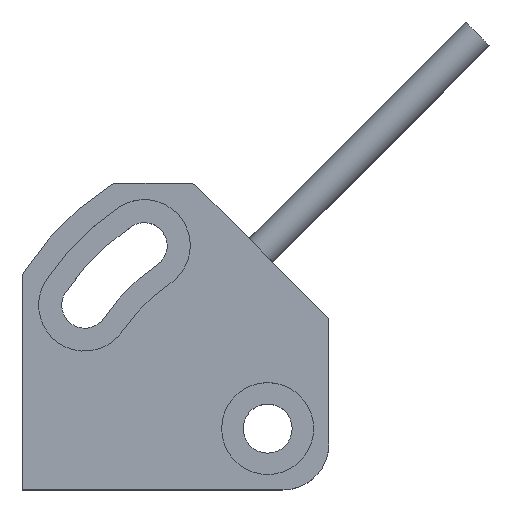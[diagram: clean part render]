
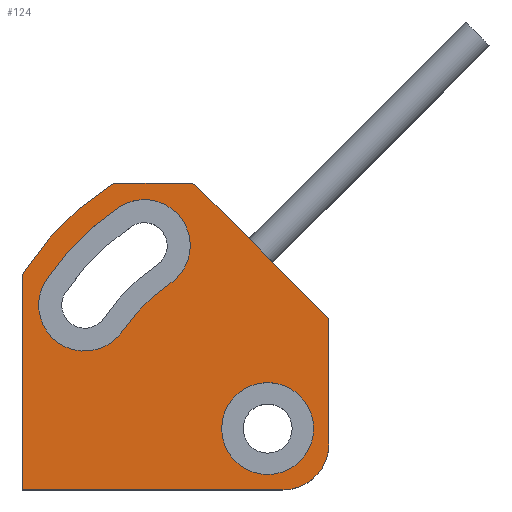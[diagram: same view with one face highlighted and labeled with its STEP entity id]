
A CAD part, top view. The second image highlights one B-rep face of the part: STEP entity #124.
In plain terms, the highlighted planar face has unit normal (0, 0, 1).
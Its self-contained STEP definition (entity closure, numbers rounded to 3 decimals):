
#52=PLANE('',#1536);
#73=FACE_BOUND('',#334,.T.);
#74=FACE_BOUND('',#335,.T.);
#75=FACE_BOUND('',#336,.T.);
#124=ADVANCED_FACE('',(#73,#74,#75),#52,.T.);
#334=EDGE_LOOP('',(#576,#577,#578,#579,#580,#581,#582,#583,#584,#585,#586));
#335=EDGE_LOOP('',(#587,#588,#589,#590));
#336=EDGE_LOOP('',(#591,#592));
#455=CIRCLE('',#1523,17.4);
#456=CIRCLE('',#1525,3.);
#457=CIRCLE('',#1526,0.5);
#458=CIRCLE('',#1527,0.5);
#459=CIRCLE('',#1528,0.5);
#460=CIRCLE('',#1529,18.9);
#461=CIRCLE('',#1530,0.5);
#462=CIRCLE('',#1531,11.4);
#463=CIRCLE('',#1532,3.);
#464=CIRCLE('',#1533,3.);
#465=CIRCLE('',#1534,3.);
#466=CIRCLE('',#1535,3.);
#576=ORIENTED_EDGE('',*,*,#1134,.T.);
#577=ORIENTED_EDGE('',*,*,#1135,.T.);
#578=ORIENTED_EDGE('',*,*,#1136,.T.);
#579=ORIENTED_EDGE('',*,*,#1137,.T.);
#580=ORIENTED_EDGE('',*,*,#1138,.T.);
#581=ORIENTED_EDGE('',*,*,#1139,.T.);
#582=ORIENTED_EDGE('',*,*,#1140,.T.);
#583=ORIENTED_EDGE('',*,*,#1141,.T.);
#584=ORIENTED_EDGE('',*,*,#1142,.T.);
#585=ORIENTED_EDGE('',*,*,#1143,.T.);
#586=ORIENTED_EDGE('',*,*,#1144,.T.);
#587=ORIENTED_EDGE('',*,*,#1145,.T.);
#588=ORIENTED_EDGE('',*,*,#1146,.F.);
#589=ORIENTED_EDGE('',*,*,#1133,.F.);
#590=ORIENTED_EDGE('',*,*,#1147,.F.);
#591=ORIENTED_EDGE('',*,*,#1148,.F.);
#592=ORIENTED_EDGE('',*,*,#1149,.F.);
#990=VERTEX_POINT('',#2211);
#993=VERTEX_POINT('',#2216);
#994=VERTEX_POINT('',#2220);
#995=VERTEX_POINT('',#2221);
#996=VERTEX_POINT('',#2223);
#997=VERTEX_POINT('',#2225);
#998=VERTEX_POINT('',#2227);
#999=VERTEX_POINT('',#2229);
#1000=VERTEX_POINT('',#2231);
#1001=VERTEX_POINT('',#2233);
#1002=VERTEX_POINT('',#2235);
#1003=VERTEX_POINT('',#2237);
#1004=VERTEX_POINT('',#2239);
#1005=VERTEX_POINT('',#2242);
#1006=VERTEX_POINT('',#2243);
#1007=VERTEX_POINT('',#2247);
#1008=VERTEX_POINT('',#2248);
#1133=EDGE_CURVE('',#993,#990,#455,.T.);
#1134=EDGE_CURVE('',#994,#995,#1341,.T.);
#1135=EDGE_CURVE('',#995,#996,#1342,.T.);
#1136=EDGE_CURVE('',#996,#997,#456,.T.);
#1137=EDGE_CURVE('',#997,#998,#1343,.T.);
#1138=EDGE_CURVE('',#998,#999,#457,.T.);
#1139=EDGE_CURVE('',#999,#1000,#1344,.T.);
#1140=EDGE_CURVE('',#1000,#1001,#458,.T.);
#1141=EDGE_CURVE('',#1001,#1002,#1345,.T.);
#1142=EDGE_CURVE('',#1002,#1003,#459,.T.);
#1143=EDGE_CURVE('',#1003,#1004,#460,.T.);
#1144=EDGE_CURVE('',#1004,#994,#461,.T.);
#1145=EDGE_CURVE('',#1005,#1006,#462,.T.);
#1146=EDGE_CURVE('',#990,#1006,#463,.T.);
#1147=EDGE_CURVE('',#1005,#993,#464,.T.);
#1148=EDGE_CURVE('',#1007,#1008,#465,.T.);
#1149=EDGE_CURVE('',#1008,#1007,#466,.T.);
#1341=LINE('',#2219,#1432);
#1342=LINE('',#2222,#1433);
#1343=LINE('',#2226,#1434);
#1344=LINE('',#2230,#1435);
#1345=LINE('',#2234,#1436);
#1432=VECTOR('',#1730,1.);
#1433=VECTOR('',#1731,1.);
#1434=VECTOR('',#1734,1.);
#1435=VECTOR('',#1737,1.);
#1436=VECTOR('',#1740,1.);
#1523=AXIS2_PLACEMENT_3D('',#2217,#1726,#1727);
#1525=AXIS2_PLACEMENT_3D('',#2224,#1732,#1733);
#1526=AXIS2_PLACEMENT_3D('',#2228,#1735,#1736);
#1527=AXIS2_PLACEMENT_3D('',#2232,#1738,#1739);
#1528=AXIS2_PLACEMENT_3D('',#2236,#1741,#1742);
#1529=AXIS2_PLACEMENT_3D('',#2238,#1743,#1744);
#1530=AXIS2_PLACEMENT_3D('',#2240,#1745,#1746);
#1531=AXIS2_PLACEMENT_3D('',#2241,#1747,#1748);
#1532=AXIS2_PLACEMENT_3D('',#2244,#1749,#1750);
#1533=AXIS2_PLACEMENT_3D('',#2245,#1751,#1752);
#1534=AXIS2_PLACEMENT_3D('',#2246,#1753,#1754);
#1535=AXIS2_PLACEMENT_3D('',#2249,#1755,#1756);
#1536=AXIS2_PLACEMENT_3D('',#2250,#1757,#1758);
#1726=DIRECTION('',(0.,0.,1.));
#1727=DIRECTION('',(-0.559,0.829,0.));
#1730=DIRECTION('',(0.,-1.,0.));
#1731=DIRECTION('',(1.,0.,0.));
#1732=DIRECTION('',(0.,0.,1.));
#1733=DIRECTION('',(0.,-1.,0.));
#1734=DIRECTION('',(0.,1.,0.));
#1735=DIRECTION('',(0.,0.,1.));
#1736=DIRECTION('',(1.,0.,0.));
#1737=DIRECTION('',(-0.707,0.707,0.));
#1738=DIRECTION('',(0.,0.,1.));
#1739=DIRECTION('',(0.707,0.707,0.));
#1740=DIRECTION('',(-1.,0.,0.));
#1741=DIRECTION('',(0.,0.,1.));
#1742=DIRECTION('',(0.,1.,0.));
#1743=DIRECTION('',(0.,0.,1.));
#1744=DIRECTION('',(-0.539,0.842,0.));
#1745=DIRECTION('',(0.,0.,1.));
#1746=DIRECTION('',(-0.842,0.539,0.));
#1747=DIRECTION('',(0.,0.,1.));
#1748=DIRECTION('',(-0.559,0.829,0.));
#1749=DIRECTION('',(0.,0.,1.));
#1750=DIRECTION('',(-0.829,0.559,0.));
#1751=DIRECTION('',(0.,0.,1.));
#1752=DIRECTION('',(0.559,-0.829,0.));
#1753=DIRECTION('',(0.,0.,1.));
#1754=DIRECTION('',(-1.,0.,0.));
#1755=DIRECTION('',(0.,0.,1.));
#1756=DIRECTION('',(1.,0.,0.));
#1757=DIRECTION('',(0.,0.,1.));
#1758=DIRECTION('',(-1.,0.,0.));
#2211=CARTESIAN_POINT('',(-9.425,4.73,2.5));
#2216=CARTESIAN_POINT('',(-4.73,9.425,2.5));
#2217=CARTESIAN_POINT('',(5.,-5.,2.5));
#2219=CARTESIAN_POINT('',(-11.,4.915,2.5));
#2220=CARTESIAN_POINT('',(-11.,4.915,2.5));
#2221=CARTESIAN_POINT('',(-11.,-9.,2.5));
#2222=CARTESIAN_POINT('',(-11.,-9.,2.5));
#2223=CARTESIAN_POINT('',(6.,-9.,2.5));
#2224=CARTESIAN_POINT('',(6.,-6.,2.5));
#2225=CARTESIAN_POINT('',(9.,-6.,2.5));
#2226=CARTESIAN_POINT('',(9.,-6.,2.5));
#2227=CARTESIAN_POINT('',(9.,1.963,2.5));
#2228=CARTESIAN_POINT('',(8.5,1.963,2.5));
#2229=CARTESIAN_POINT('',(8.854,2.316,2.5));
#2230=CARTESIAN_POINT('',(8.854,2.316,2.5));
#2231=CARTESIAN_POINT('',(0.316,10.854,2.5));
#2232=CARTESIAN_POINT('',(-0.037,10.5,2.5));
#2233=CARTESIAN_POINT('',(-0.037,11.,2.5));
#2234=CARTESIAN_POINT('',(-0.037,11.,2.5));
#2235=CARTESIAN_POINT('',(-4.915,11.,2.5));
#2236=CARTESIAN_POINT('',(-4.915,10.5,2.5));
#2237=CARTESIAN_POINT('',(-5.184,10.921,2.5));
#2238=CARTESIAN_POINT('',(5.,-5.,2.5));
#2239=CARTESIAN_POINT('',(-10.921,5.184,2.5));
#2240=CARTESIAN_POINT('',(-10.5,4.915,2.5));
#2241=CARTESIAN_POINT('',(5.,-5.,2.5));
#2242=CARTESIAN_POINT('',(-1.375,4.451,2.5));
#2243=CARTESIAN_POINT('',(-4.451,1.375,2.5));
#2244=CARTESIAN_POINT('',(-6.938,3.052,2.5));
#2245=CARTESIAN_POINT('',(-3.052,6.938,2.5));
#2246=CARTESIAN_POINT('',(5.,-5.,2.5));
#2247=CARTESIAN_POINT('',(2.,-5.,2.5));
#2248=CARTESIAN_POINT('',(8.,-5.,2.5));
#2249=CARTESIAN_POINT('',(5.,-5.,2.5));
#2250=CARTESIAN_POINT('',(0.,0.,2.5));
